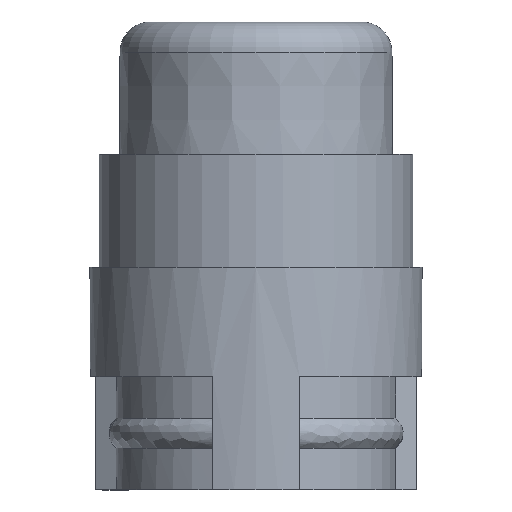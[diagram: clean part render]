
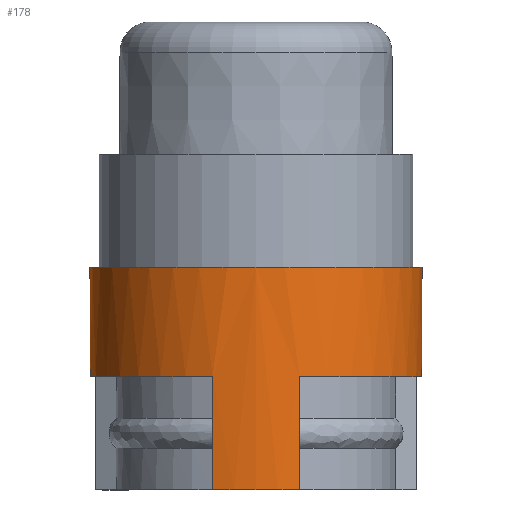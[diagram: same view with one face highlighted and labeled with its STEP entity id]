
A CAD part, front view. The second image highlights one B-rep face of the part: STEP entity #178.
In plain terms, the highlighted cylindrical face has radius 4.4 mm (diameter 8.8 mm), a full revolution.
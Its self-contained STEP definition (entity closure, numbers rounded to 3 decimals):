
#71=LINE('',#942,#101);
#76=LINE('',#1015,#106);
#81=LINE('',#1037,#111);
#86=LINE('',#1108,#116);
#93=LINE('',#1142,#123);
#95=LINE('',#1209,#125);
#101=VECTOR('',#746,1.);
#106=VECTOR('',#765,1.);
#111=VECTOR('',#778,1.);
#116=VECTOR('',#795,1.);
#123=VECTOR('',#820,1.);
#125=VECTOR('',#834,1.);
#134=CYLINDRICAL_SURFACE('',#687,4.4);
#178=ADVANCED_FACE('',(#213,#214),#134,.T.);
#213=FACE_BOUND('',#263,.T.);
#214=FACE_BOUND('',#264,.T.);
#263=EDGE_LOOP('',(#408));
#264=EDGE_LOOP('',(#409,#410,#411,#412,#413,#414,#415,#416,#417,#418,#419,
#420,#421));
#408=ORIENTED_EDGE('',*,*,#581,.T.);
#409=ORIENTED_EDGE('',*,*,#578,.T.);
#410=ORIENTED_EDGE('',*,*,#576,.T.);
#411=ORIENTED_EDGE('',*,*,#565,.T.);
#412=ORIENTED_EDGE('',*,*,#564,.T.);
#413=ORIENTED_EDGE('',*,*,#569,.T.);
#414=ORIENTED_EDGE('',*,*,#580,.T.);
#415=ORIENTED_EDGE('',*,*,#528,.T.);
#416=ORIENTED_EDGE('',*,*,#531,.T.);
#417=ORIENTED_EDGE('',*,*,#538,.T.);
#418=ORIENTED_EDGE('',*,*,#579,.T.);
#419=ORIENTED_EDGE('',*,*,#546,.T.);
#420=ORIENTED_EDGE('',*,*,#549,.T.);
#421=ORIENTED_EDGE('',*,*,#555,.T.);
#464=VERTEX_POINT('',#941);
#465=VERTEX_POINT('',#943);
#467=VERTEX_POINT('',#948);
#470=VERTEX_POINT('',#1014);
#477=VERTEX_POINT('',#1036);
#478=VERTEX_POINT('',#1038);
#480=VERTEX_POINT('',#1043);
#482=VERTEX_POINT('',#1107);
#489=VERTEX_POINT('',#1124);
#490=VERTEX_POINT('',#1126);
#491=VERTEX_POINT('',#1128);
#494=VERTEX_POINT('',#1141);
#499=VERTEX_POINT('',#1210);
#500=VERTEX_POINT('',#1218);
#528=EDGE_CURVE('',#465,#464,#71,.T.);
#531=EDGE_CURVE('',#464,#467,#601,.T.);
#538=EDGE_CURVE('',#467,#470,#76,.T.);
#546=EDGE_CURVE('',#478,#477,#81,.T.);
#549=EDGE_CURVE('',#477,#480,#607,.T.);
#555=EDGE_CURVE('',#480,#482,#86,.T.);
#564=EDGE_CURVE('',#491,#490,#614,.T.);
#565=EDGE_CURVE('',#489,#491,#615,.T.);
#569=EDGE_CURVE('',#490,#494,#93,.T.);
#576=EDGE_CURVE('',#499,#489,#95,.T.);
#578=EDGE_CURVE('',#482,#499,#620,.T.);
#579=EDGE_CURVE('',#470,#478,#621,.T.);
#580=EDGE_CURVE('',#494,#465,#622,.T.);
#581=EDGE_CURVE('',#500,#500,#623,.T.);
#601=CIRCLE('',#650,4.4);
#607=CIRCLE('',#661,4.4);
#614=CIRCLE('',#672,4.4);
#615=CIRCLE('',#673,4.4);
#620=CIRCLE('',#682,4.4);
#621=CIRCLE('',#683,4.4);
#622=CIRCLE('',#684,4.4);
#623=CIRCLE('',#686,4.4);
#650=AXIS2_PLACEMENT_3D('',#949,#751,#752);
#661=AXIS2_PLACEMENT_3D('',#1044,#783,#784);
#672=AXIS2_PLACEMENT_3D('',#1127,#812,#813);
#673=AXIS2_PLACEMENT_3D('',#1129,#814,#815);
#682=AXIS2_PLACEMENT_3D('',#1213,#838,#839);
#683=AXIS2_PLACEMENT_3D('',#1214,#840,#841);
#684=AXIS2_PLACEMENT_3D('',#1215,#842,#843);
#686=AXIS2_PLACEMENT_3D('',#1217,#846,#847);
#687=AXIS2_PLACEMENT_3D('',#1219,#848,#849);
#746=DIRECTION('',(0.,0.,1.));
#751=DIRECTION('',(0.,0.,1.));
#752=DIRECTION('',(-0.967,0.256,0.));
#765=DIRECTION('',(0.,0.,-1.));
#778=DIRECTION('',(0.,0.,1.));
#783=DIRECTION('',(0.,0.,1.));
#784=DIRECTION('',(0.261,-0.965,0.));
#795=DIRECTION('',(0.,0.,-1.));
#812=DIRECTION('',(0.,0.,1.));
#813=DIRECTION('',(0.,1.,0.));
#814=DIRECTION('',(0.,0.,1.));
#815=DIRECTION('',(0.705,0.709,0.));
#820=DIRECTION('',(0.,0.,-1.));
#834=DIRECTION('',(0.,0.,1.));
#838=DIRECTION('',(0.,0.,1.));
#839=DIRECTION('',(0.967,0.256,0.));
#840=DIRECTION('',(0.,0.,1.));
#841=DIRECTION('',(-0.261,-0.965,0.));
#842=DIRECTION('',(0.,0.,1.));
#843=DIRECTION('',(-0.705,0.709,0.));
#846=DIRECTION('',(0.,0.,-1.));
#847=DIRECTION('',(0.,1.,0.));
#848=DIRECTION('',(0.,0.,1.));
#849=DIRECTION('',(0.,1.,0.));
#941=CARTESIAN_POINT('',(97.168,-56.797,10.3));
#942=CARTESIAN_POINT('',(97.168,-56.797,7.3));
#943=CARTESIAN_POINT('',(97.168,-56.797,7.3));
#948=CARTESIAN_POINT('',(100.272,-62.172,10.3));
#949=CARTESIAN_POINT('',(101.422,-57.925,10.3));
#1014=CARTESIAN_POINT('',(100.272,-62.172,7.3));
#1015=CARTESIAN_POINT('',(100.272,-62.172,10.3));
#1036=CARTESIAN_POINT('',(102.572,-62.172,10.3));
#1037=CARTESIAN_POINT('',(102.572,-62.172,7.3));
#1038=CARTESIAN_POINT('',(102.572,-62.172,7.3));
#1043=CARTESIAN_POINT('',(105.675,-56.797,10.3));
#1044=CARTESIAN_POINT('',(101.422,-57.925,10.3));
#1107=CARTESIAN_POINT('',(105.675,-56.797,7.3));
#1108=CARTESIAN_POINT('',(105.675,-56.797,10.3));
#1124=CARTESIAN_POINT('',(104.525,-54.805,10.3));
#1126=CARTESIAN_POINT('',(98.318,-54.805,10.3));
#1127=CARTESIAN_POINT('',(101.422,-57.925,10.3));
#1128=CARTESIAN_POINT('',(101.422,-53.525,10.3));
#1129=CARTESIAN_POINT('',(101.422,-57.925,10.3));
#1141=CARTESIAN_POINT('',(98.318,-54.805,7.3));
#1142=CARTESIAN_POINT('',(98.318,-54.805,10.3));
#1209=CARTESIAN_POINT('',(104.525,-54.805,7.3));
#1210=CARTESIAN_POINT('',(104.525,-54.805,7.3));
#1213=CARTESIAN_POINT('',(101.422,-57.925,7.3));
#1214=CARTESIAN_POINT('',(101.422,-57.925,7.3));
#1215=CARTESIAN_POINT('',(101.422,-57.925,7.3));
#1217=CARTESIAN_POINT('',(101.422,-57.925,13.2));
#1218=CARTESIAN_POINT('',(101.422,-53.525,13.2));
#1219=CARTESIAN_POINT('',(101.422,-57.925,7.2));
